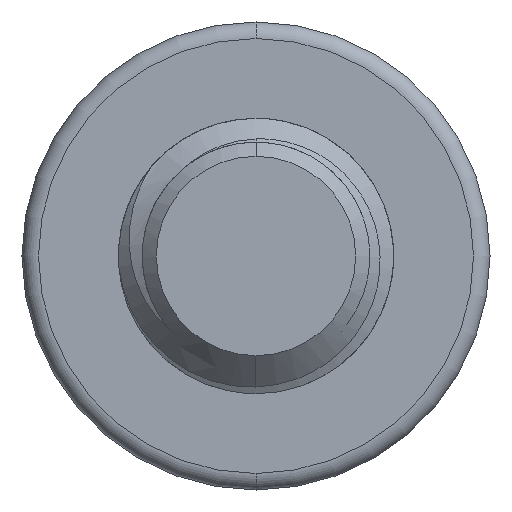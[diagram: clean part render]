
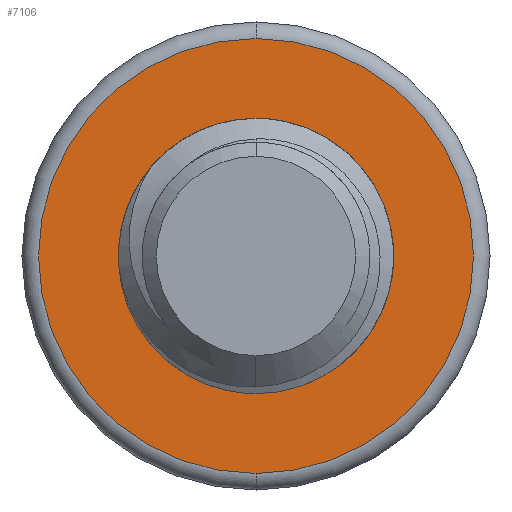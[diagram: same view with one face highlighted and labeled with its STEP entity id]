
A CAD part, front view. The second image highlights one B-rep face of the part: STEP entity #7106.
In plain terms, the highlighted planar face has unit normal (0, -1, 0).
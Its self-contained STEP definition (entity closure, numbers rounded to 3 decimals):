
#65 = CIRCLE ( 'NONE', #4144, 3.95 ) ;
#99 = AXIS2_PLACEMENT_3D ( 'NONE', #4750, #2515, #6420 ) ;
#437 = AXIS2_PLACEMENT_3D ( 'NONE', #3411, #1191, #1221 ) ;
#515 = VERTEX_POINT ( 'NONE', #4308 ) ;
#968 = ORIENTED_EDGE ( 'NONE', *, *, #3656, .T. ) ;
#1029 = CARTESIAN_POINT ( 'NONE',  ( 0., 90., 2.5 ) ) ;
#1191 = DIRECTION ( 'NONE',  ( 0., 1., 0. ) ) ;
#1196 = EDGE_CURVE ( 'NONE', #3398, #5363, #65, .T. ) ;
#1221 = DIRECTION ( 'NONE',  ( 0., 0., 1. ) ) ;
#1351 = AXIS2_PLACEMENT_3D ( 'NONE', #2810, #6136, #2213 ) ;
#1417 = FACE_OUTER_BOUND ( 'NONE', #2316, .T. ) ;
#1630 = ORIENTED_EDGE ( 'NONE', *, *, #5436, .T. ) ;
#1817 = ORIENTED_EDGE ( 'NONE', *, *, #1196, .T. ) ;
#1963 = FACE_BOUND ( 'NONE', #2022, .T. ) ;
#2022 = EDGE_LOOP ( 'NONE', ( #968, #3362 ) ) ;
#2056 = CIRCLE ( 'NONE', #437, 2.5 ) ;
#2213 = DIRECTION ( 'NONE',  ( 0., 0., 1. ) ) ;
#2316 = EDGE_LOOP ( 'NONE', ( #1630, #1817 ) ) ;
#2510 = EDGE_CURVE ( 'NONE', #3541, #515, #6609, .T. ) ;
#2515 = DIRECTION ( 'NONE',  ( 0., 1., 0. ) ) ;
#2810 = CARTESIAN_POINT ( 'NONE',  ( 0., 90., 0. ) ) ;
#3145 = PLANE ( 'NONE',  #99 ) ;
#3240 = AXIS2_PLACEMENT_3D ( 'NONE', #4813, #5474, #5510 ) ;
#3362 = ORIENTED_EDGE ( 'NONE', *, *, #2510, .T. ) ;
#3398 = VERTEX_POINT ( 'NONE', #4198 ) ;
#3411 = CARTESIAN_POINT ( 'NONE',  ( 0., 90., 0. ) ) ;
#3541 = VERTEX_POINT ( 'NONE', #1029 ) ;
#3656 = EDGE_CURVE ( 'NONE', #515, #3541, #2056, .T. ) ;
#4070 = DIRECTION ( 'NONE',  ( 0., -1., 0. ) ) ;
#4101 = CARTESIAN_POINT ( 'NONE',  ( 0., 90., 0. ) ) ;
#4144 = AXIS2_PLACEMENT_3D ( 'NONE', #4101, #4070, #6728 ) ;
#4198 = CARTESIAN_POINT ( 'NONE',  ( 0., 90., -3.95 ) ) ;
#4308 = CARTESIAN_POINT ( 'NONE',  ( 0., 90., -2.5 ) ) ;
#4750 = CARTESIAN_POINT ( 'NONE',  ( 0., 90., 0. ) ) ;
#4813 = CARTESIAN_POINT ( 'NONE',  ( 0., 90., 0. ) ) ;
#5244 = CARTESIAN_POINT ( 'NONE',  ( 0., 90., 3.95 ) ) ;
#5363 = VERTEX_POINT ( 'NONE', #5244 ) ;
#5436 = EDGE_CURVE ( 'NONE', #5363, #3398, #6376, .T. ) ;
#5474 = DIRECTION ( 'NONE',  ( 0., -1., 0. ) ) ;
#5510 = DIRECTION ( 'NONE',  ( 0., 0., 1. ) ) ;
#6136 = DIRECTION ( 'NONE',  ( 0., 1., 0. ) ) ;
#6376 = CIRCLE ( 'NONE', #3240, 3.95 ) ;
#6420 = DIRECTION ( 'NONE',  ( 0., 0., 1. ) ) ;
#6609 = CIRCLE ( 'NONE', #1351, 2.5 ) ;
#6728 = DIRECTION ( 'NONE',  ( 0., 0., 1. ) ) ;
#7106 = ADVANCED_FACE ( 'NONE', ( #1417, #1963 ), #3145, .F. ) ;
